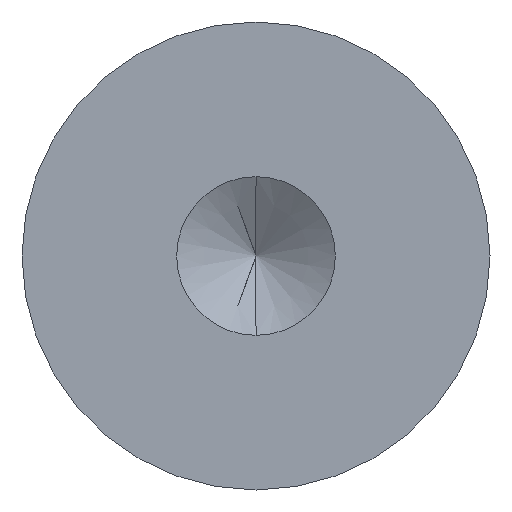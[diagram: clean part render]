
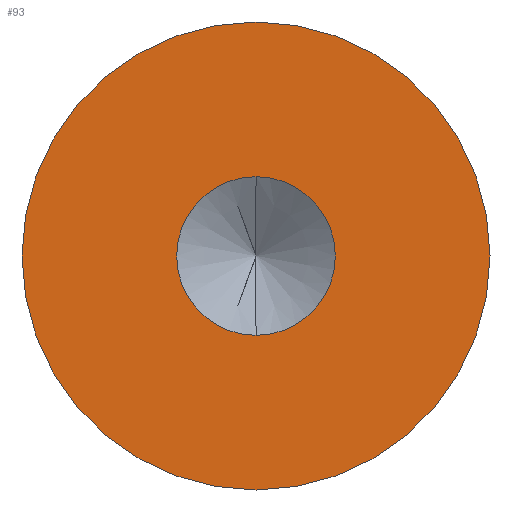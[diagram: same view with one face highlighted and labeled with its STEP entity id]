
A CAD part, front view. The second image highlights one B-rep face of the part: STEP entity #93.
In plain terms, the highlighted planar face has unit normal (0, -1, 0).
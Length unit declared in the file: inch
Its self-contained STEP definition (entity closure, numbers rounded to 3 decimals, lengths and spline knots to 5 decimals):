
#11 = DIRECTION ( 'NONE',  ( 0., -1., 0. ) ) ;
#16 = CARTESIAN_POINT ( 'NONE',  ( 0., 0., 0. ) ) ;
#62 = CIRCLE ( 'NONE', #156, 0.15709 ) ;
#89 = DIRECTION ( 'NONE',  ( 0., 0., 1. ) ) ;
#90 = CIRCLE ( 'NONE', #191, 0.05325 ) ;
#92 = DIRECTION ( 'NONE',  ( 0., 0., 1. ) ) ;
#93 = ADVANCED_FACE ( 'NONE', ( #182, #147 ), #215, .F. ) ;
#106 = CIRCLE ( 'NONE', #148, 0.15709 ) ;
#126 = CIRCLE ( 'NONE', #224, 0.05325 ) ;
#146 = CARTESIAN_POINT ( 'NONE',  ( 0., 0., 0.05325 ) ) ;
#147 = FACE_OUTER_BOUND ( 'NONE', #366, .T. ) ;
#148 = AXIS2_PLACEMENT_3D ( 'NONE', #248, #187, #92 ) ;
#156 = AXIS2_PLACEMENT_3D ( 'NONE', #343, #376, #89 ) ;
#163 = DIRECTION ( 'NONE',  ( 0., 1., 0. ) ) ;
#173 = EDGE_CURVE ( 'NONE', #283, #292, #126, .T. ) ;
#180 = CARTESIAN_POINT ( 'NONE',  ( 0., 0., -0.15709 ) ) ;
#182 = FACE_BOUND ( 'NONE', #237, .T. ) ;
#187 = DIRECTION ( 'NONE',  ( 0., 1., 0. ) ) ;
#191 = AXIS2_PLACEMENT_3D ( 'NONE', #16, #11, #239 ) ;
#203 = ORIENTED_EDGE ( 'NONE', *, *, #173, .F. ) ;
#208 = ORIENTED_EDGE ( 'NONE', *, *, #370, .F. ) ;
#215 = PLANE ( 'NONE',  #252 ) ;
#224 = AXIS2_PLACEMENT_3D ( 'NONE', #280, #278, #276 ) ;
#230 = ORIENTED_EDGE ( 'NONE', *, *, #386, .F. ) ;
#235 = CARTESIAN_POINT ( 'NONE',  ( 0., 0., -0.05325 ) ) ;
#236 = CARTESIAN_POINT ( 'NONE',  ( 0., 0., 0. ) ) ;
#237 = EDGE_LOOP ( 'NONE', ( #203, #299 ) ) ;
#238 = VERTEX_POINT ( 'NONE', #312 ) ;
#239 = DIRECTION ( 'NONE',  ( 0., 0., -1. ) ) ;
#248 = CARTESIAN_POINT ( 'NONE',  ( 0., 0., 0. ) ) ;
#252 = AXIS2_PLACEMENT_3D ( 'NONE', #236, #163, #303 ) ;
#264 = VERTEX_POINT ( 'NONE', #180 ) ;
#276 = DIRECTION ( 'NONE',  ( 0., 0., -1. ) ) ;
#278 = DIRECTION ( 'NONE',  ( 0., -1., 0. ) ) ;
#280 = CARTESIAN_POINT ( 'NONE',  ( 0., 0., 0. ) ) ;
#283 = VERTEX_POINT ( 'NONE', #235 ) ;
#292 = VERTEX_POINT ( 'NONE', #146 ) ;
#299 = ORIENTED_EDGE ( 'NONE', *, *, #319, .F. ) ;
#303 = DIRECTION ( 'NONE',  ( 0., 0., 1. ) ) ;
#312 = CARTESIAN_POINT ( 'NONE',  ( 0., 0., 0.15709 ) ) ;
#319 = EDGE_CURVE ( 'NONE', #292, #283, #90, .T. ) ;
#343 = CARTESIAN_POINT ( 'NONE',  ( 0., 0., 0. ) ) ;
#366 = EDGE_LOOP ( 'NONE', ( #230, #208 ) ) ;
#370 = EDGE_CURVE ( 'NONE', #238, #264, #62, .T. ) ;
#376 = DIRECTION ( 'NONE',  ( 0., 1., 0. ) ) ;
#386 = EDGE_CURVE ( 'NONE', #264, #238, #106, .T. ) ;
